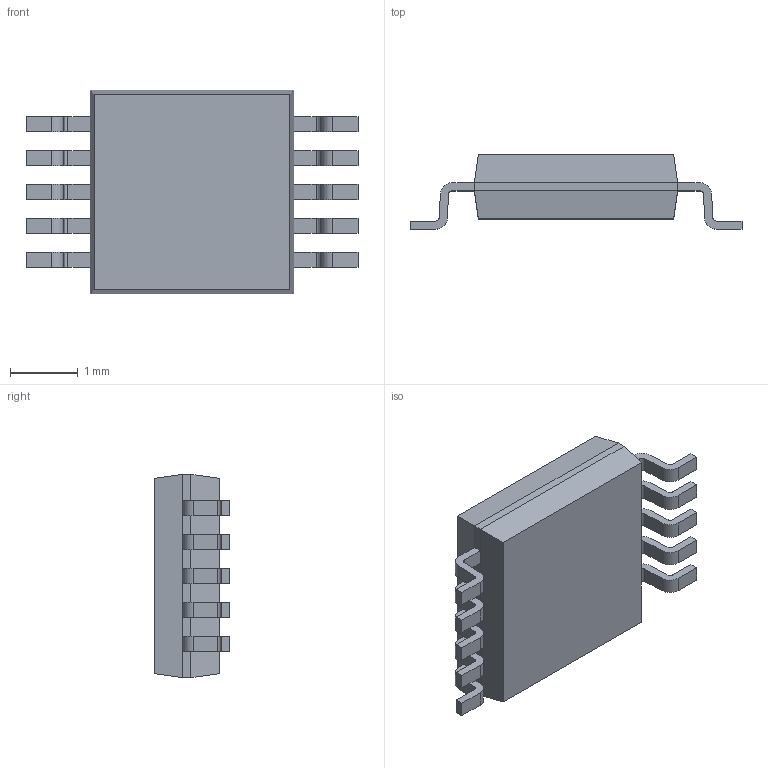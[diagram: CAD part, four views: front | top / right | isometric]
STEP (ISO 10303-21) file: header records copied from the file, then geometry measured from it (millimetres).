
FILE_DESCRIPTION (( 'STEP AP214' ), '1' );
FILE_NAME ('U10CN-1.STEP', '2021-01-07T10:39:58', ( '' ), ( '' ), 'SwSTEP 2.0', 'SolidWorks 2018', '' );
FILE_SCHEMA (( 'AUTOMOTIVE_DESIGN' ));
Length unit declared in the file: millimetre
Products named in the file (1): U10CN-1
Bounding box: 4.9 x 1.1 x 3 mm (x, y, z)
Volume: 8.6 mm3; surface area: 38.1 mm2
Topology: 11 solids, 11 shells, 154 faces, 388 edges, 256 vertices
Faces by surface type: plane 114, cylinder 40
Entity records: 4712 total; most frequent: CARTESIAN_POINT 799, DIRECTION 778, ORIENTED_EDGE 776, EDGE_CURVE 388, LINE 308, VECTOR 308, VERTEX_POINT 256, AXIS2_PLACEMENT_3D 235
